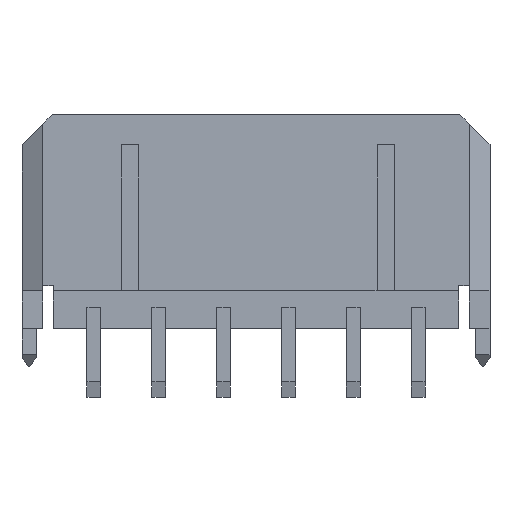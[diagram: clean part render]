
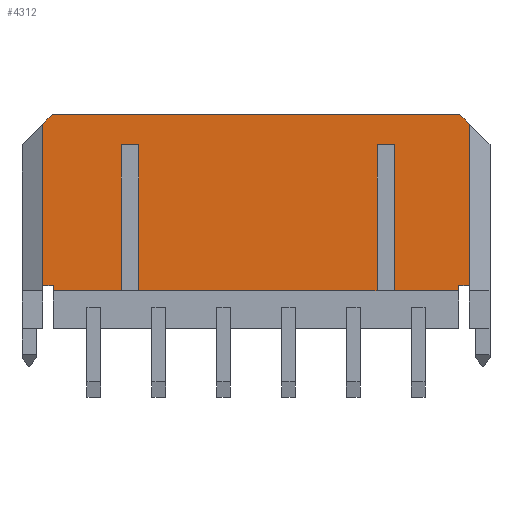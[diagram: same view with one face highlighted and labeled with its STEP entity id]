
A CAD part, top view. The second image highlights one B-rep face of the part: STEP entity #4312.
In plain terms, the highlighted planar face has unit normal (0, 0, 1).
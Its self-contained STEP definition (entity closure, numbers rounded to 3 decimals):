
#613=DIRECTION('',(-1.,0.,0.));
#614=VECTOR('',#613,0.5);
#615=CARTESIAN_POINT('',(9.87,-2.95,1.97));
#616=LINE('',#615,#614);
#617=DIRECTION('',(0.,1.,0.));
#618=VECTOR('',#617,0.25);
#619=CARTESIAN_POINT('',(9.37,-3.2,1.97));
#620=LINE('',#619,#618);
#621=DIRECTION('',(1.,0.,0.));
#622=VECTOR('',#621,2.975);
#623=CARTESIAN_POINT('',(6.395,-3.2,1.97));
#624=LINE('',#623,#622);
#625=DIRECTION('',(0.,1.,0.));
#626=VECTOR('',#625,6.75);
#627=CARTESIAN_POINT('',(6.395,-3.2,1.97));
#628=LINE('',#627,#626);
#629=DIRECTION('',(1.,0.,0.));
#630=VECTOR('',#629,0.8);
#631=CARTESIAN_POINT('',(5.595,3.55,1.97));
#632=LINE('',#631,#630);
#633=DIRECTION('',(0.,1.,0.));
#634=VECTOR('',#633,6.75);
#635=CARTESIAN_POINT('',(5.595,-3.2,1.97));
#636=LINE('',#635,#634);
#637=DIRECTION('',(1.,0.,0.));
#638=VECTOR('',#637,11.015);
#639=CARTESIAN_POINT('',(-5.42,-3.2,1.97));
#640=LINE('',#639,#638);
#641=DIRECTION('',(0.,1.,0.));
#642=VECTOR('',#641,6.75);
#643=CARTESIAN_POINT('',(-5.42,-3.2,1.97));
#644=LINE('',#643,#642);
#645=DIRECTION('',(1.,0.,0.));
#646=VECTOR('',#645,0.8);
#647=CARTESIAN_POINT('',(-6.22,3.55,1.97));
#648=LINE('',#647,#646);
#649=DIRECTION('',(0.,1.,0.));
#650=VECTOR('',#649,6.75);
#651=CARTESIAN_POINT('',(-6.22,-3.2,1.97));
#652=LINE('',#651,#650);
#653=DIRECTION('',(1.,0.,0.));
#654=VECTOR('',#653,3.15);
#655=CARTESIAN_POINT('',(-9.37,-3.2,1.97));
#656=LINE('',#655,#654);
#657=DIRECTION('',(0.,1.,0.));
#658=VECTOR('',#657,0.25);
#659=CARTESIAN_POINT('',(-9.37,-3.2,1.97));
#660=LINE('',#659,#658);
#661=DIRECTION('',(1.,0.,0.));
#662=VECTOR('',#661,0.5);
#663=CARTESIAN_POINT('',(-9.87,-2.95,1.97));
#664=LINE('',#663,#662);
#665=DIRECTION('',(0.,-1.,0.));
#666=VECTOR('',#665,7.45);
#667=CARTESIAN_POINT('',(-9.87,4.5,1.97));
#668=LINE('',#667,#666);
#669=DIRECTION('',(-0.707,-0.707,0.));
#670=VECTOR('',#669,0.636);
#671=CARTESIAN_POINT('',(-9.42,4.95,1.97));
#672=LINE('',#671,#670);
#673=DIRECTION('',(1.,0.,0.));
#674=VECTOR('',#673,18.84);
#675=CARTESIAN_POINT('',(-9.42,4.95,1.97));
#676=LINE('',#675,#674);
#677=DIRECTION('',(-0.707,0.707,0.));
#678=VECTOR('',#677,0.636);
#679=CARTESIAN_POINT('',(9.87,4.5,1.97));
#680=LINE('',#679,#678);
#681=DIRECTION('',(0.,-1.,0.));
#682=VECTOR('',#681,7.45);
#683=CARTESIAN_POINT('',(9.87,4.5,1.97));
#684=LINE('',#683,#682);
#2703=CARTESIAN_POINT('',(-9.42,4.95,1.97));
#2704=CARTESIAN_POINT('',(9.42,4.95,1.97));
#2705=VERTEX_POINT('',#2703);
#2706=VERTEX_POINT('',#2704);
#2967=CARTESIAN_POINT('',(5.595,3.55,1.97));
#2968=CARTESIAN_POINT('',(6.395,3.55,1.97));
#2969=VERTEX_POINT('',#2967);
#2970=VERTEX_POINT('',#2968);
#2971=CARTESIAN_POINT('',(5.595,-3.2,1.97));
#2972=VERTEX_POINT('',#2971);
#2973=CARTESIAN_POINT('',(6.395,-3.2,1.97));
#2974=VERTEX_POINT('',#2973);
#2983=CARTESIAN_POINT('',(-6.22,3.55,1.97));
#2984=CARTESIAN_POINT('',(-5.42,3.55,1.97));
#2985=VERTEX_POINT('',#2983);
#2986=VERTEX_POINT('',#2984);
#2987=CARTESIAN_POINT('',(-6.22,-3.2,1.97));
#2988=VERTEX_POINT('',#2987);
#2989=CARTESIAN_POINT('',(-5.42,-3.2,1.97));
#2990=VERTEX_POINT('',#2989);
#3188=CARTESIAN_POINT('',(9.87,-2.95,1.97));
#3190=VERTEX_POINT('',#3188);
#3191=CARTESIAN_POINT('',(9.37,-2.95,1.97));
#3192=VERTEX_POINT('',#3191);
#3193=CARTESIAN_POINT('',(9.37,-3.2,1.97));
#3194=VERTEX_POINT('',#3193);
#3195=CARTESIAN_POINT('',(-9.37,-3.2,1.97));
#3196=CARTESIAN_POINT('',(-9.37,-2.95,1.97));
#3197=VERTEX_POINT('',#3195);
#3198=VERTEX_POINT('',#3196);
#3199=CARTESIAN_POINT('',(-9.87,-2.95,1.97));
#3200=VERTEX_POINT('',#3199);
#3255=CARTESIAN_POINT('',(-9.87,4.5,1.97));
#3256=VERTEX_POINT('',#3255);
#3257=CARTESIAN_POINT('',(9.87,4.5,1.97));
#3258=VERTEX_POINT('',#3257);
#4270=CARTESIAN_POINT('',(-10.82,4.95,1.97));
#4271=DIRECTION('',(0.,0.,1.));
#4272=DIRECTION('',(0.,-1.,0.));
#4273=AXIS2_PLACEMENT_3D('',#4270,#4271,#4272);
#4274=PLANE('',#4273);
#4276=ORIENTED_EDGE('',*,*,#4275,.T.);
#4277=ORIENTED_EDGE('',*,*,#4251,.F.);
#4279=ORIENTED_EDGE('',*,*,#4278,.F.);
#4281=ORIENTED_EDGE('',*,*,#4280,.T.);
#4283=ORIENTED_EDGE('',*,*,#4282,.F.);
#4285=ORIENTED_EDGE('',*,*,#4284,.F.);
#4287=ORIENTED_EDGE('',*,*,#4286,.F.);
#4289=ORIENTED_EDGE('',*,*,#4288,.T.);
#4291=ORIENTED_EDGE('',*,*,#4290,.F.);
#4293=ORIENTED_EDGE('',*,*,#4292,.F.);
#4295=ORIENTED_EDGE('',*,*,#4294,.F.);
#4297=ORIENTED_EDGE('',*,*,#4296,.T.);
#4299=ORIENTED_EDGE('',*,*,#4298,.F.);
#4301=ORIENTED_EDGE('',*,*,#4300,.F.);
#4303=ORIENTED_EDGE('',*,*,#4302,.F.);
#4305=ORIENTED_EDGE('',*,*,#4304,.T.);
#4307=ORIENTED_EDGE('',*,*,#4306,.F.);
#4309=ORIENTED_EDGE('',*,*,#4308,.T.);
#4310=EDGE_LOOP('',(#4276,#4277,#4279,#4281,#4283,#4285,#4287,#4289,#4291,#4293,
#4295,#4297,#4299,#4301,#4303,#4305,#4307,#4309));
#4311=FACE_OUTER_BOUND('',#4310,.F.);
#4312=ADVANCED_FACE('',(#4311),#4274,.T.);
#4251=EDGE_CURVE('',#3194,#3192,#620,.T.);
#4275=EDGE_CURVE('',#3190,#3192,#616,.T.);
#4278=EDGE_CURVE('',#2974,#3194,#624,.T.);
#4280=EDGE_CURVE('',#2974,#2970,#628,.T.);
#4282=EDGE_CURVE('',#2969,#2970,#632,.T.);
#4284=EDGE_CURVE('',#2972,#2969,#636,.T.);
#4286=EDGE_CURVE('',#2990,#2972,#640,.T.);
#4288=EDGE_CURVE('',#2990,#2986,#644,.T.);
#4290=EDGE_CURVE('',#2985,#2986,#648,.T.);
#4292=EDGE_CURVE('',#2988,#2985,#652,.T.);
#4294=EDGE_CURVE('',#3197,#2988,#656,.T.);
#4296=EDGE_CURVE('',#3197,#3198,#660,.T.);
#4298=EDGE_CURVE('',#3200,#3198,#664,.T.);
#4300=EDGE_CURVE('',#3256,#3200,#668,.T.);
#4302=EDGE_CURVE('',#2705,#3256,#672,.T.);
#4304=EDGE_CURVE('',#2705,#2706,#676,.T.);
#4306=EDGE_CURVE('',#3258,#2706,#680,.T.);
#4308=EDGE_CURVE('',#3258,#3190,#684,.T.);
